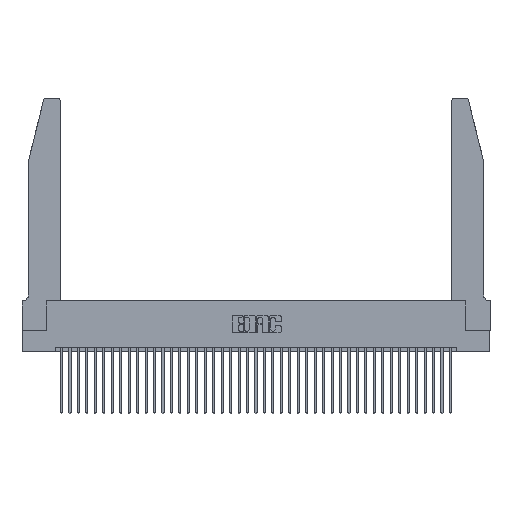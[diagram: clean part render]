
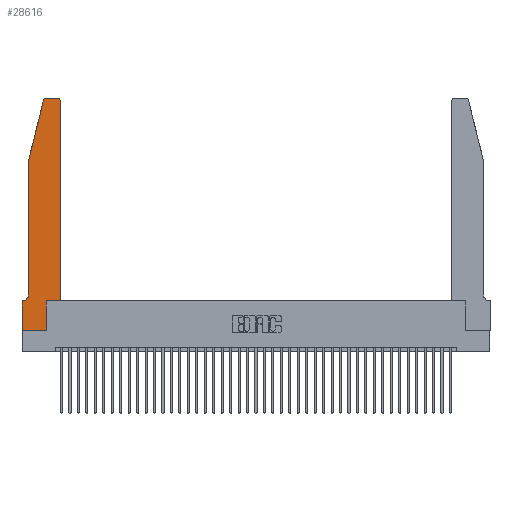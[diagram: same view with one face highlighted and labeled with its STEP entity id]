
A CAD part, top view. The second image highlights one B-rep face of the part: STEP entity #28616.
In plain terms, the highlighted planar face has unit normal (0, 0, 1).
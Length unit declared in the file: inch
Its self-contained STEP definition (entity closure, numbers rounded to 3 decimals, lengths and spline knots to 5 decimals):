
#88 = LINE ( 'NONE', #17433, #32745 ) ;
#504 = VECTOR ( 'NONE', #4001, 39.37008 ) ;
#1370 = PLANE ( 'NONE',  #30057 ) ;
#1923 = DIRECTION ( 'NONE',  ( 1., 0., 0. ) ) ;
#2218 = EDGE_CURVE ( 'NONE', #12812, #20323, #19433, .T. ) ;
#2420 = CARTESIAN_POINT ( 'NONE',  ( 0.0055, 0.42, 0.37 ) ) ;
#2596 = CARTESIAN_POINT ( 'NONE',  ( 0.2865, 0., 0.37 ) ) ;
#3258 = VERTEX_POINT ( 'NONE', #27006 ) ;
#4001 = DIRECTION ( 'NONE',  ( 1., 0., 0. ) ) ;
#4395 = DIRECTION ( 'NONE',  ( 0., -1., 0. ) ) ;
#4897 = LINE ( 'NONE', #11359, #23680 ) ;
#5183 = CARTESIAN_POINT ( 'NONE',  ( 0.0755, 0.42, 0.37 ) ) ;
#6122 = CIRCLE ( 'NONE', #10607, 0.03 ) ;
#7190 = LINE ( 'NONE', #10717, #13641 ) ;
#7564 = CARTESIAN_POINT ( 'NONE',  ( 0., 0.35, 0.37 ) ) ;
#7845 = DIRECTION ( 'NONE',  ( 0., 0., 1. ) ) ;
#8542 = VERTEX_POINT ( 'NONE', #15835 ) ;
#8817 = VECTOR ( 'NONE', #4395, 39.37008 ) ;
#8952 = LINE ( 'NONE', #12660, #17871 ) ;
#9102 = CARTESIAN_POINT ( 'NONE',  ( 0.4205, 2.72, 0.37 ) ) ;
#9182 = VERTEX_POINT ( 'NONE', #32734 ) ;
#9228 = ORIENTED_EDGE ( 'NONE', *, *, #21008, .T. ) ;
#9272 = VERTEX_POINT ( 'NONE', #26648 ) ;
#10468 = CARTESIAN_POINT ( 'NONE',  ( 0.284, 2.72, 0.37 ) ) ;
#10607 = AXIS2_PLACEMENT_3D ( 'NONE', #9102, #15783, #37805 ) ;
#10647 = VECTOR ( 'NONE', #19938, 39.37008 ) ;
#10717 = CARTESIAN_POINT ( 'NONE',  ( 0.0755, 2., 0.37 ) ) ;
#11359 = CARTESIAN_POINT ( 'NONE',  ( 0., 0., 0.37 ) ) ;
#11529 = VERTEX_POINT ( 'NONE', #37738 ) ;
#11745 = ORIENTED_EDGE ( 'NONE', *, *, #35504, .T. ) ;
#12296 = ORIENTED_EDGE ( 'NONE', *, *, #31844, .T. ) ;
#12660 = CARTESIAN_POINT ( 'NONE',  ( 0.4505, 0.35, 0.37 ) ) ;
#12812 = VERTEX_POINT ( 'NONE', #36478 ) ;
#13283 = VERTEX_POINT ( 'NONE', #20959 ) ;
#13641 = VECTOR ( 'NONE', #14220, 39.37008 ) ;
#13789 = VERTEX_POINT ( 'NONE', #5183 ) ;
#14220 = DIRECTION ( 'NONE',  ( -0.239, -0.971, 0. ) ) ;
#14620 = EDGE_CURVE ( 'NONE', #9182, #19939, #39671, .T. ) ;
#14800 = EDGE_CURVE ( 'NONE', #20323, #9182, #88, .T. ) ;
#15419 = DIRECTION ( 'NONE',  ( 0., 1., 0. ) ) ;
#15716 = ORIENTED_EDGE ( 'NONE', *, *, #2218, .T. ) ;
#15783 = DIRECTION ( 'NONE',  ( 0., 0., 1. ) ) ;
#15820 = CARTESIAN_POINT ( 'NONE',  ( 0., 0., 0.37 ) ) ;
#15835 = CARTESIAN_POINT ( 'NONE',  ( 0.4205, 2.75, 0.37 ) ) ;
#16878 = CARTESIAN_POINT ( 'NONE',  ( 0.4505, 0.35, 0.37 ) ) ;
#17433 = CARTESIAN_POINT ( 'NONE',  ( 0.2865, 0.35, 0.37 ) ) ;
#17871 = VECTOR ( 'NONE', #15419, 39.37008 ) ;
#18006 = EDGE_CURVE ( 'NONE', #3258, #11529, #23506, .T. ) ;
#18685 = DIRECTION ( 'NONE',  ( -1., 0., 0. ) ) ;
#18945 = EDGE_CURVE ( 'NONE', #37146, #9272, #25862, .T. ) ;
#19036 = DIRECTION ( 'NONE',  ( 0., 0., -1. ) ) ;
#19236 = LINE ( 'NONE', #27036, #8817 ) ;
#19433 = LINE ( 'NONE', #15820, #25371 ) ;
#19809 = CIRCLE ( 'NONE', #35717, 0.07 ) ;
#19938 = DIRECTION ( 'NONE',  ( -1., 0., 0. ) ) ;
#19939 = VERTEX_POINT ( 'NONE', #29252 ) ;
#20220 = CARTESIAN_POINT ( 'NONE',  ( 0.0755, 0.35, 0.37 ) ) ;
#20278 = CARTESIAN_POINT ( 'NONE',  ( 0.284, 2.75, 0.37 ) ) ;
#20291 = DIRECTION ( 'NONE',  ( 0., 0., 1. ) ) ;
#20323 = VERTEX_POINT ( 'NONE', #2596 ) ;
#20398 = ORIENTED_EDGE ( 'NONE', *, *, #27303, .T. ) ;
#20423 = DIRECTION ( 'NONE',  ( 1., 0., 0. ) ) ;
#20959 = CARTESIAN_POINT ( 'NONE',  ( 0.0755, 2., 0.37 ) ) ;
#21008 = EDGE_CURVE ( 'NONE', #19939, #40427, #8952, .T. ) ;
#22178 = ORIENTED_EDGE ( 'NONE', *, *, #30793, .T. ) ;
#23506 = LINE ( 'NONE', #20220, #10647 ) ;
#23553 = FACE_OUTER_BOUND ( 'NONE', #34756, .T. ) ;
#23680 = VECTOR ( 'NONE', #33534, 39.37008 ) ;
#24102 = ORIENTED_EDGE ( 'NONE', *, *, #18945, .T. ) ;
#25181 = ORIENTED_EDGE ( 'NONE', *, *, #32834, .T. ) ;
#25371 = VECTOR ( 'NONE', #20423, 39.37008 ) ;
#25840 = ORIENTED_EDGE ( 'NONE', *, *, #14620, .T. ) ;
#25862 = CIRCLE ( 'NONE', #39981, 0.03 ) ;
#26648 = CARTESIAN_POINT ( 'NONE',  ( 0.25487, 2.72718, 0.37 ) ) ;
#27006 = CARTESIAN_POINT ( 'NONE',  ( 0.0055, 0.35, 0.37 ) ) ;
#27036 = CARTESIAN_POINT ( 'NONE',  ( 0.0755, 2., 0.37 ) ) ;
#27068 = DIRECTION ( 'NONE',  ( 0., 1., 0. ) ) ;
#27303 = EDGE_CURVE ( 'NONE', #11529, #12812, #4897, .T. ) ;
#27973 = ORIENTED_EDGE ( 'NONE', *, *, #39537, .T. ) ;
#28616 = ADVANCED_FACE ( 'NONE', ( #23553 ), #1370, .T. ) ;
#29252 = CARTESIAN_POINT ( 'NONE',  ( 0.4505, 0.35, 0.37 ) ) ;
#30057 = AXIS2_PLACEMENT_3D ( 'NONE', #7564, #20291, #1923 ) ;
#30793 = EDGE_CURVE ( 'NONE', #13789, #3258, #19809, .T. ) ;
#31844 = EDGE_CURVE ( 'NONE', #13283, #13789, #19236, .T. ) ;
#32734 = CARTESIAN_POINT ( 'NONE',  ( 0.2865, 0.35, 0.37 ) ) ;
#32745 = VECTOR ( 'NONE', #27068, 39.37008 ) ;
#32834 = EDGE_CURVE ( 'NONE', #8542, #37146, #35081, .T. ) ;
#33201 = DIRECTION ( 'NONE',  ( 1., 0., 0. ) ) ;
#33534 = DIRECTION ( 'NONE',  ( 0., -1., 0. ) ) ;
#33639 = ORIENTED_EDGE ( 'NONE', *, *, #18006, .T. ) ;
#34111 = VECTOR ( 'NONE', #18685, 39.37008 ) ;
#34756 = EDGE_LOOP ( 'NONE', ( #25181, #24102, #27973, #12296, #22178, #33639, #20398, #15716, #36632, #25840, #9228, #11745 ) ) ;
#35081 = LINE ( 'NONE', #38648, #34111 ) ;
#35504 = EDGE_CURVE ( 'NONE', #40427, #8542, #6122, .T. ) ;
#35717 = AXIS2_PLACEMENT_3D ( 'NONE', #2420, #19036, #38042 ) ;
#36478 = CARTESIAN_POINT ( 'NONE',  ( 0., 0., 0.37 ) ) ;
#36632 = ORIENTED_EDGE ( 'NONE', *, *, #14800, .T. ) ;
#37146 = VERTEX_POINT ( 'NONE', #20278 ) ;
#37738 = CARTESIAN_POINT ( 'NONE',  ( 0., 0.35, 0.37 ) ) ;
#37805 = DIRECTION ( 'NONE',  ( 1., 0., 0. ) ) ;
#38042 = DIRECTION ( 'NONE',  ( -1., 0., 0. ) ) ;
#38648 = CARTESIAN_POINT ( 'NONE',  ( 0.2605, 2.75, 0.37 ) ) ;
#39537 = EDGE_CURVE ( 'NONE', #9272, #13283, #7190, .T. ) ;
#39671 = LINE ( 'NONE', #16878, #504 ) ;
#39981 = AXIS2_PLACEMENT_3D ( 'NONE', #10468, #7845, #33201 ) ;
#40415 = CARTESIAN_POINT ( 'NONE',  ( 0.4505, 2.72, 0.37 ) ) ;
#40427 = VERTEX_POINT ( 'NONE', #40415 ) ;
